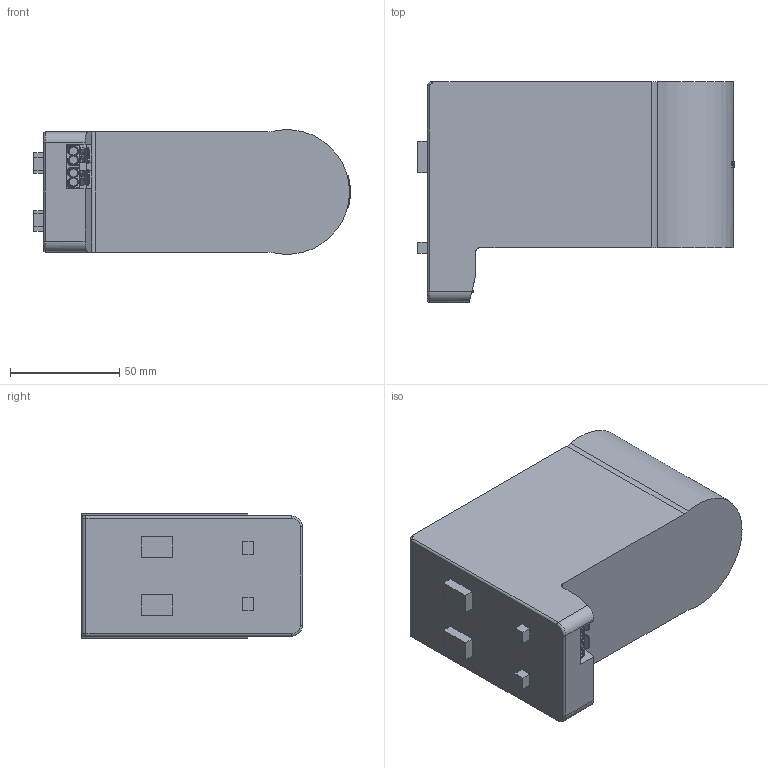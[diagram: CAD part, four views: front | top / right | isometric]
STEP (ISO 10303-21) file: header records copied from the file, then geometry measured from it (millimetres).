
FILE_DESCRIPTION (( 'STEP AP214' ), '1' );
FILE_NAME ('STEP_LP065_1.STEP', '2022-11-02T12:13:21', ( '' ), ( '' ), 'SwSTEP 2.0', 'SolidWorks 2022', '' );
FILE_SCHEMA (( 'AUTOMOTIVE_DESIGN' ));
Length unit declared in the file: millimetre
Products named in the file (1): STEP_LP065_1
Bounding box: 144.9 x 101 x 56.9 mm (x, y, z)
Volume: 125707.3 mm3; surface area: 88421.6 mm2
Topology: 1 solids, 1 shells, 467 faces, 1285 edges, 837 vertices
Faces by surface type: plane 228, cylinder 125, bspline 110, torus 4
Entity records: 20476 total; most frequent: CARTESIAN_POINT 9555, ORIENTED_EDGE 2570, DIRECTION 1864, EDGE_CURVE 1285, VERTEX_POINT 837, LINE 656, VECTOR 656, AXIS2_PLACEMENT_3D 604
